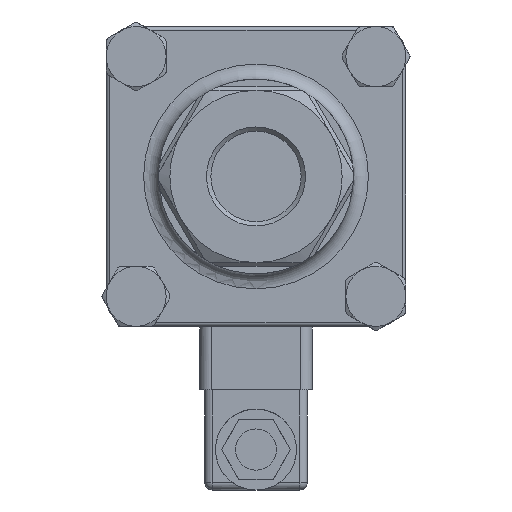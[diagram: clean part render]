
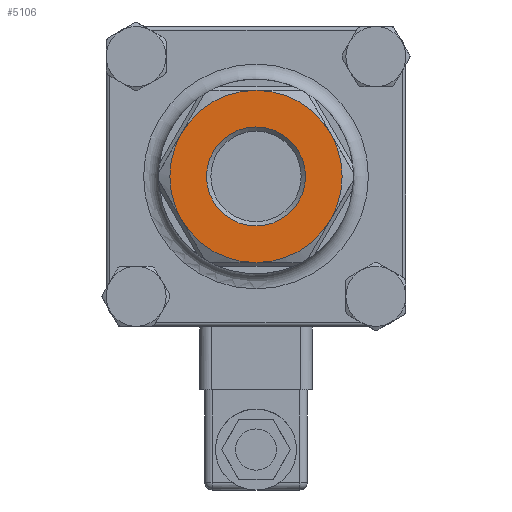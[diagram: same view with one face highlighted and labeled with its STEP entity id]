
A CAD part, front view. The second image highlights one B-rep face of the part: STEP entity #5106.
In plain terms, the highlighted planar face has unit normal (0, -1, 0).
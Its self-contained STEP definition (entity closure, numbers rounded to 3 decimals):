
#869=PLANE('',#5457);
#1142=FACE_BOUND('',#1568,.T.);
#1143=FACE_BOUND('',#1569,.T.);
#1568=EDGE_LOOP('',(#3522));
#1569=EDGE_LOOP('',(#3523,#3524,#3525,#3526,#3527,#3528));
#1978=CIRCLE('',#5446,13.221);
#1984=CIRCLE('',#5458,23.);
#1985=CIRCLE('',#5459,23.);
#1986=CIRCLE('',#5460,23.);
#1987=CIRCLE('',#5461,23.);
#1988=CIRCLE('',#5462,23.);
#1989=CIRCLE('',#5463,23.);
#2246=VERTEX_POINT('',#7673);
#2252=VERTEX_POINT('',#7691);
#2253=VERTEX_POINT('',#7692);
#2254=VERTEX_POINT('',#7694);
#2255=VERTEX_POINT('',#7696);
#2256=VERTEX_POINT('',#7698);
#2257=VERTEX_POINT('',#7700);
#2744=EDGE_CURVE('',#2246,#2246,#1978,.T.);
#2750=EDGE_CURVE('',#2252,#2253,#1984,.T.);
#2751=EDGE_CURVE('',#2253,#2254,#1985,.T.);
#2752=EDGE_CURVE('',#2254,#2255,#1986,.T.);
#2753=EDGE_CURVE('',#2255,#2256,#1987,.T.);
#2754=EDGE_CURVE('',#2256,#2257,#1988,.T.);
#2755=EDGE_CURVE('',#2257,#2252,#1989,.T.);
#3522=ORIENTED_EDGE('',*,*,#2744,.T.);
#3523=ORIENTED_EDGE('',*,*,#2750,.T.);
#3524=ORIENTED_EDGE('',*,*,#2751,.T.);
#3525=ORIENTED_EDGE('',*,*,#2752,.T.);
#3526=ORIENTED_EDGE('',*,*,#2753,.T.);
#3527=ORIENTED_EDGE('',*,*,#2754,.T.);
#3528=ORIENTED_EDGE('',*,*,#2755,.T.);
#5106=ADVANCED_FACE('',(#1142,#1143),#869,.F.);
#5446=AXIS2_PLACEMENT_3D('',#7674,#6079,#6080);
#5457=AXIS2_PLACEMENT_3D('',#7690,#6101,#6102);
#5458=AXIS2_PLACEMENT_3D('',#7693,#6103,#6104);
#5459=AXIS2_PLACEMENT_3D('',#7695,#6105,#6106);
#5460=AXIS2_PLACEMENT_3D('',#7697,#6107,#6108);
#5461=AXIS2_PLACEMENT_3D('',#7699,#6109,#6110);
#5462=AXIS2_PLACEMENT_3D('',#7701,#6111,#6112);
#5463=AXIS2_PLACEMENT_3D('',#7702,#6113,#6114);
#6079=DIRECTION('center_axis',(0.,1.,0.));
#6080=DIRECTION('ref_axis',(1.,0.,0.));
#6101=DIRECTION('center_axis',(0.,1.,0.));
#6102=DIRECTION('ref_axis',(0.,0.,1.));
#6103=DIRECTION('center_axis',(0.,-1.,0.));
#6104=DIRECTION('ref_axis',(0.,0.,1.));
#6105=DIRECTION('center_axis',(0.,-1.,0.));
#6106=DIRECTION('ref_axis',(0.,0.,1.));
#6107=DIRECTION('center_axis',(0.,-1.,0.));
#6108=DIRECTION('ref_axis',(0.,0.,1.));
#6109=DIRECTION('center_axis',(0.,-1.,0.));
#6110=DIRECTION('ref_axis',(0.,0.,1.));
#6111=DIRECTION('center_axis',(0.,-1.,0.));
#6112=DIRECTION('ref_axis',(0.,0.,1.));
#6113=DIRECTION('center_axis',(0.,-1.,0.));
#6114=DIRECTION('ref_axis',(0.,0.,1.));
#7673=CARTESIAN_POINT('',(13.221,-155.2,0.));
#7674=CARTESIAN_POINT('Origin',(0.,-155.2,0.));
#7690=CARTESIAN_POINT('Origin',(0.,-155.2,0.));
#7691=CARTESIAN_POINT('',(19.919,-155.2,11.5));
#7692=CARTESIAN_POINT('',(0.,-155.2,23.));
#7693=CARTESIAN_POINT('Origin',(0.,-155.2,0.));
#7694=CARTESIAN_POINT('',(-19.919,-155.2,11.5));
#7695=CARTESIAN_POINT('Origin',(0.,-155.2,0.));
#7696=CARTESIAN_POINT('',(-19.919,-155.2,-11.5));
#7697=CARTESIAN_POINT('Origin',(0.,-155.2,0.));
#7698=CARTESIAN_POINT('',(0.,-155.2,-23.));
#7699=CARTESIAN_POINT('Origin',(0.,-155.2,0.));
#7700=CARTESIAN_POINT('',(19.919,-155.2,-11.5));
#7701=CARTESIAN_POINT('Origin',(0.,-155.2,0.));
#7702=CARTESIAN_POINT('Origin',(0.,-155.2,0.));
